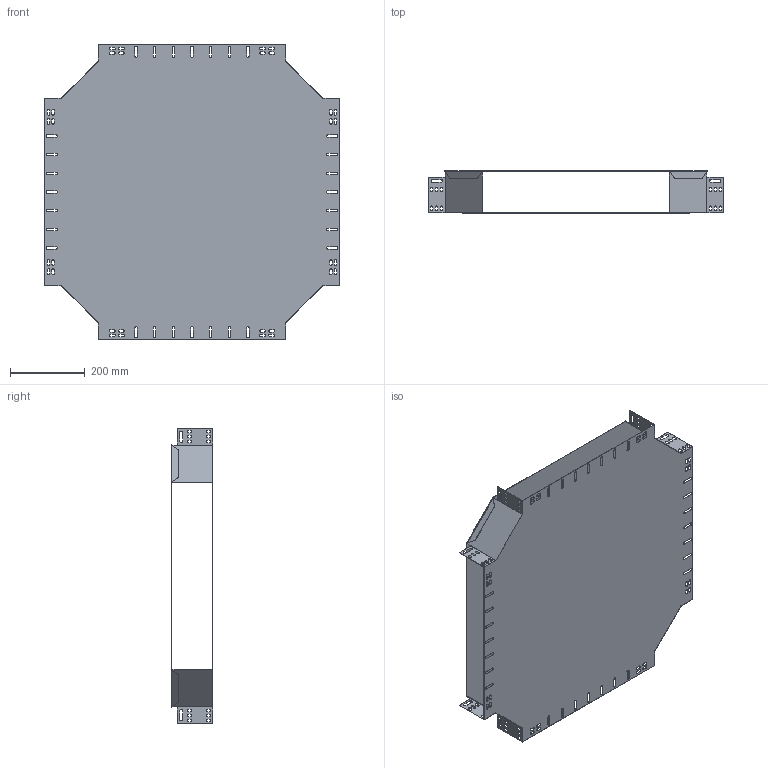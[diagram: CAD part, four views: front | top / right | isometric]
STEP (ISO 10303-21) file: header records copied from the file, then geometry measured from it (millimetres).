
FILE_DESCRIPTION (( 'STEP AP203' ), '1' );
FILE_NAME ('CLP1X-110-500-1 Êðåñòîâèíà 110õ500 ìì..STEP', '2016-03-11T07:36:39', ( '' ), ( '' ), 'SwSTEP 2.0', 'SolidWorks 2014', '' );
FILE_SCHEMA (( 'CONFIG_CONTROL_DESIGN' ));
Length unit declared in the file: millimetre
Products named in the file (1): CLP1X-110-500-1 Êðåñòîâèíà 110õ500 ìì.
Bounding box: 791.34 x 111.6 x 791.34 mm (x, y, z)
Volume: 900977.4 mm3; surface area: 2261767.4 mm2
Topology: 2 solids, 2 shells, 564 faces, 1632 edges, 1072 vertices
Faces by surface type: plane 324, cylinder 240
Entity records: 19111 total; most frequent: CARTESIAN_POINT 3269, ORIENTED_EDGE 3264, DIRECTION 3242, EDGE_CURVE 1632, LINE 1152, VECTOR 1152, VERTEX_POINT 1072, AXIS2_PLACEMENT_3D 1045
